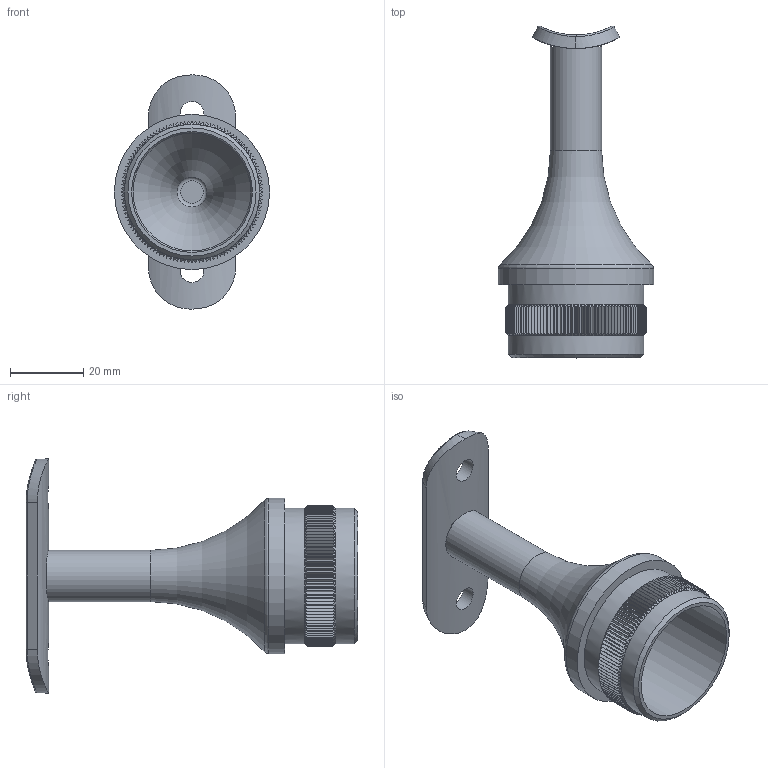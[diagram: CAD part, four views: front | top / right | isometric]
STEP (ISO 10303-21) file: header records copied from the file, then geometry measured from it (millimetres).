
FILE_DESCRIPTION (( 'STEP AP203' ), '1' );
FILE_NAME ('50253-240.step', '2022-06-27T08:51:34', ( '' ), ( '' ), 'SwSTEP 2.0', 'SolidWorks 2018', '' );
FILE_SCHEMA (( 'CONFIG_CONTROL_DESIGN' ));
Length unit declared in the file: millimetre
Products named in the file (4): 50253-240; DIN 7991 Konfig_DIN 7991 M6x10; 5025x-240 Teil1_50253-240 Teil1; 5025x-240 Teil2_5025x-240 Teil2
Assembly tree (3 placements, depth 2):
  50253-240
    5025x-240 Teil1_50253-240 Teil1
    DIN 7991 Konfig_DIN 7991 M6x10
    5025x-240 Teil2_5025x-240 Teil2
Bounding box: 42.4 x 90.65 x 64 mm (x, y, z)
Volume: 24264.7 mm3; surface area: 16552.2 mm2
Topology: 3 solids, 3 shells, 929 faces, 2198 edges, 1299 vertices
Faces by surface type: plane 375, cone 247, cylinder 170, bspline 132, torus 5
Full cylindrical faces by diameter (mm): 5 x1, 6 x1, 6.5 x2, 8.1 x1, 12 x1, 12.5 x1, 14 x1, 33 x1, 37 x2, 42.4 x1
Entity records: 32566 total; most frequent: CARTESIAN_POINT 12768, ORIENTED_EDGE 4294, DIRECTION 3580, EDGE_CURVE 2147, AXIS2_PLACEMENT_3D 1421, VERTEX_POINT 1279, EDGE_LOOP 982, FACE_OUTER_BOUND 942
